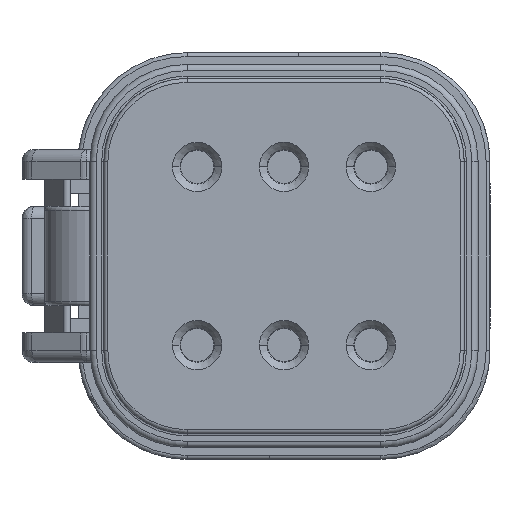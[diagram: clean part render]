
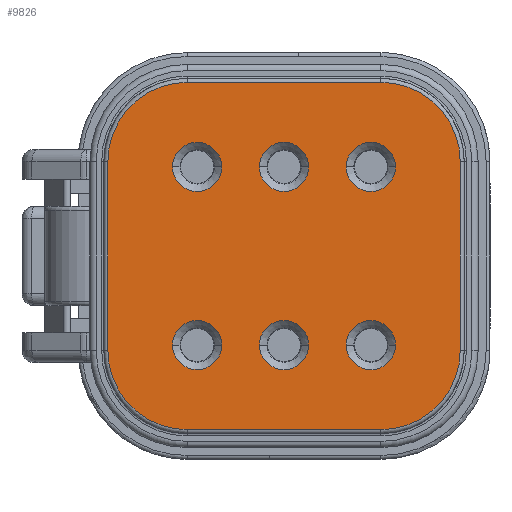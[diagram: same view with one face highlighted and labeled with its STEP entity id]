
A CAD part, left-side view. The second image highlights one B-rep face of the part: STEP entity #9826.
In plain terms, the highlighted planar face has unit normal (-1, 0, 0).
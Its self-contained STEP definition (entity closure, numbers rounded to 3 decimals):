
#549=DIRECTION('',(0.,-1.,0.));
#550=VECTOR('',#549,9.906);
#551=CARTESIAN_POINT('',(-1.268,4.955,-8.89));
#552=LINE('',#551,#550);
#557=CARTESIAN_POINT('',(-1.268,4.955,-4.826));
#558=DIRECTION('',(1.,0.,0.));
#559=DIRECTION('',(0.,0.,-1.));
#560=AXIS2_PLACEMENT_3D('',#557,#558,#559);
#562=CARTESIAN_POINT('',(-1.268,4.955,4.826));
#563=DIRECTION('',(1.,0.,0.));
#564=DIRECTION('',(0.,1.,0.));
#565=AXIS2_PLACEMENT_3D('',#562,#563,#564);
#567=CARTESIAN_POINT('',(-1.268,-4.951,4.826));
#568=DIRECTION('',(1.,0.,0.));
#569=DIRECTION('',(0.,0.,1.));
#570=AXIS2_PLACEMENT_3D('',#567,#568,#569);
#572=CARTESIAN_POINT('',(-1.268,-4.951,-4.826));
#573=DIRECTION('',(1.,0.,0.));
#574=DIRECTION('',(0.,-1.,0.));
#575=AXIS2_PLACEMENT_3D('',#572,#573,#574);
#592=DIRECTION('',(0.,0.,-1.));
#593=VECTOR('',#592,9.652);
#594=CARTESIAN_POINT('',(-1.268,9.019,4.826));
#595=LINE('',#594,#593);
#7004=DIRECTION('',(0.,1.,0.));
#7005=VECTOR('',#7004,9.906);
#7006=CARTESIAN_POINT('',(-1.268,-4.951,8.89));
#7007=LINE('',#7006,#7005);
#7027=DIRECTION('',(0.,0.,1.));
#7028=VECTOR('',#7027,9.652);
#7029=CARTESIAN_POINT('',(-1.268,-9.015,-4.826));
#7030=LINE('',#7029,#7028);
#7054=CARTESIAN_POINT('',(-1.268,4.447,4.559));
#7055=DIRECTION('',(1.,0.,0.));
#7056=DIRECTION('',(0.,1.,0.));
#7057=AXIS2_PLACEMENT_3D('',#7054,#7055,#7056);
#7068=CARTESIAN_POINT('',(-1.268,4.447,4.559));
#7069=DIRECTION('',(1.,0.,0.));
#7070=DIRECTION('',(0.,-1.,0.));
#7071=AXIS2_PLACEMENT_3D('',#7068,#7069,#7070);
#7090=CARTESIAN_POINT('',(-1.268,-4.443,4.559));
#7091=DIRECTION('',(1.,0.,0.));
#7092=DIRECTION('',(0.,1.,0.));
#7093=AXIS2_PLACEMENT_3D('',#7090,#7091,#7092);
#7104=CARTESIAN_POINT('',(-1.268,-4.443,4.559));
#7105=DIRECTION('',(1.,0.,0.));
#7106=DIRECTION('',(0.,-1.,0.));
#7107=AXIS2_PLACEMENT_3D('',#7104,#7105,#7106);
#7126=CARTESIAN_POINT('',(-1.268,0.002,4.559));
#7127=DIRECTION('',(1.,0.,0.));
#7128=DIRECTION('',(0.,1.,0.));
#7129=AXIS2_PLACEMENT_3D('',#7126,#7127,#7128);
#7140=CARTESIAN_POINT('',(-1.268,0.002,4.559));
#7141=DIRECTION('',(1.,0.,0.));
#7142=DIRECTION('',(0.,-1.,0.));
#7143=AXIS2_PLACEMENT_3D('',#7140,#7141,#7142);
#7158=CARTESIAN_POINT('',(-1.268,0.002,-4.559));
#7159=DIRECTION('',(1.,0.,0.));
#7160=DIRECTION('',(0.,-1.,0.));
#7161=AXIS2_PLACEMENT_3D('',#7158,#7159,#7160);
#7167=CARTESIAN_POINT('',(-1.268,0.002,-4.559));
#7168=DIRECTION('',(1.,0.,0.));
#7169=DIRECTION('',(0.,1.,0.));
#7170=AXIS2_PLACEMENT_3D('',#7167,#7168,#7169);
#7194=CARTESIAN_POINT('',(-1.268,-4.443,-4.559));
#7195=DIRECTION('',(1.,0.,0.));
#7196=DIRECTION('',(0.,-1.,0.));
#7197=AXIS2_PLACEMENT_3D('',#7194,#7195,#7196);
#7203=CARTESIAN_POINT('',(-1.268,-4.443,-4.559));
#7204=DIRECTION('',(1.,0.,0.));
#7205=DIRECTION('',(0.,1.,0.));
#7206=AXIS2_PLACEMENT_3D('',#7203,#7204,#7205);
#7230=CARTESIAN_POINT('',(-1.268,4.447,-4.559));
#7231=DIRECTION('',(1.,0.,0.));
#7232=DIRECTION('',(0.,-1.,0.));
#7233=AXIS2_PLACEMENT_3D('',#7230,#7231,#7232);
#7239=CARTESIAN_POINT('',(-1.268,4.447,-4.559));
#7240=DIRECTION('',(1.,0.,0.));
#7241=DIRECTION('',(0.,1.,0.));
#7242=AXIS2_PLACEMENT_3D('',#7239,#7240,#7241);
#8770=CARTESIAN_POINT('',(-1.268,-4.951,8.89));
#8771=CARTESIAN_POINT('',(-1.268,4.955,8.89));
#8772=VERTEX_POINT('',#8770);
#8773=VERTEX_POINT('',#8771);
#8774=CARTESIAN_POINT('',(-1.268,4.955,-8.89));
#8775=CARTESIAN_POINT('',(-1.268,-4.951,-8.89));
#8776=VERTEX_POINT('',#8774);
#8777=VERTEX_POINT('',#8775);
#8778=CARTESIAN_POINT('',(-1.268,9.019,-4.826));
#8779=VERTEX_POINT('',#8778);
#8780=CARTESIAN_POINT('',(-1.268,9.019,4.826));
#8781=VERTEX_POINT('',#8780);
#8782=CARTESIAN_POINT('',(-1.268,-9.015,4.826));
#8783=VERTEX_POINT('',#8782);
#8784=CARTESIAN_POINT('',(-1.268,-9.015,-4.826));
#8785=VERTEX_POINT('',#8784);
#8820=CARTESIAN_POINT('',(-1.268,-1.256,-4.559));
#8821=VERTEX_POINT('',#8820);
#8822=CARTESIAN_POINT('',(-1.268,1.259,-4.559));
#8823=VERTEX_POINT('',#8822);
#8828=CARTESIAN_POINT('',(-1.268,-5.701,-4.559));
#8829=VERTEX_POINT('',#8828);
#8830=CARTESIAN_POINT('',(-1.268,-3.186,-4.559));
#8831=VERTEX_POINT('',#8830);
#8836=CARTESIAN_POINT('',(-1.268,3.189,-4.559));
#8837=VERTEX_POINT('',#8836);
#8838=CARTESIAN_POINT('',(-1.268,5.704,-4.559));
#8839=VERTEX_POINT('',#8838);
#8842=CARTESIAN_POINT('',(-1.268,-3.186,4.559));
#8844=VERTEX_POINT('',#8842);
#8846=CARTESIAN_POINT('',(-1.268,-5.701,4.559));
#8848=VERTEX_POINT('',#8846);
#8850=CARTESIAN_POINT('',(-1.268,1.259,4.559));
#8852=VERTEX_POINT('',#8850);
#8854=CARTESIAN_POINT('',(-1.268,-1.256,4.559));
#8856=VERTEX_POINT('',#8854);
#8858=CARTESIAN_POINT('',(-1.268,5.704,4.559));
#8860=VERTEX_POINT('',#8858);
#8862=CARTESIAN_POINT('',(-1.268,3.189,4.559));
#8864=VERTEX_POINT('',#8862);
#9768=CARTESIAN_POINT('',(-1.268,-9.219,-9.093));
#9769=DIRECTION('',(-1.,0.,0.));
#9770=DIRECTION('',(0.,0.,1.));
#9771=AXIS2_PLACEMENT_3D('',#9768,#9769,#9770);
#9772=PLANE('',#9771);
#9773=ORIENTED_EDGE('',*,*,#9751,.F.);
#9775=ORIENTED_EDGE('',*,*,#9774,.T.);
#9777=ORIENTED_EDGE('',*,*,#9776,.F.);
#9779=ORIENTED_EDGE('',*,*,#9778,.T.);
#9781=ORIENTED_EDGE('',*,*,#9780,.F.);
#9783=ORIENTED_EDGE('',*,*,#9782,.T.);
#9785=ORIENTED_EDGE('',*,*,#9784,.F.);
#9787=ORIENTED_EDGE('',*,*,#9786,.T.);
#9788=EDGE_LOOP('',(#9773,#9775,#9777,#9779,#9781,#9783,#9785,#9787));
#9789=FACE_OUTER_BOUND('',#9788,.F.);
#9791=ORIENTED_EDGE('',*,*,#9790,.F.);
#9793=ORIENTED_EDGE('',*,*,#9792,.F.);
#9794=EDGE_LOOP('',(#9791,#9793));
#9795=FACE_BOUND('',#9794,.F.);
#9797=ORIENTED_EDGE('',*,*,#9796,.F.);
#9799=ORIENTED_EDGE('',*,*,#9798,.F.);
#9800=EDGE_LOOP('',(#9797,#9799));
#9801=FACE_BOUND('',#9800,.F.);
#9803=ORIENTED_EDGE('',*,*,#9802,.F.);
#9805=ORIENTED_EDGE('',*,*,#9804,.F.);
#9806=EDGE_LOOP('',(#9803,#9805));
#9807=FACE_BOUND('',#9806,.F.);
#9809=ORIENTED_EDGE('',*,*,#9808,.F.);
#9811=ORIENTED_EDGE('',*,*,#9810,.F.);
#9812=EDGE_LOOP('',(#9809,#9811));
#9813=FACE_BOUND('',#9812,.F.);
#9815=ORIENTED_EDGE('',*,*,#9814,.F.);
#9817=ORIENTED_EDGE('',*,*,#9816,.F.);
#9818=EDGE_LOOP('',(#9815,#9817));
#9819=FACE_BOUND('',#9818,.F.);
#9821=ORIENTED_EDGE('',*,*,#9820,.F.);
#9823=ORIENTED_EDGE('',*,*,#9822,.F.);
#9824=EDGE_LOOP('',(#9821,#9823));
#9825=FACE_BOUND('',#9824,.F.);
#9826=ADVANCED_FACE('',(#9789,#9795,#9801,#9807,#9813,#9819,#9825),#9772,.T.);
#561=CIRCLE('',#560,4.064);
#566=CIRCLE('',#565,4.064);
#571=CIRCLE('',#570,4.064);
#576=CIRCLE('',#575,4.064);
#7058=CIRCLE('',#7057,1.257);
#7072=CIRCLE('',#7071,1.257);
#7094=CIRCLE('',#7093,1.257);
#7108=CIRCLE('',#7107,1.257);
#7130=CIRCLE('',#7129,1.257);
#7144=CIRCLE('',#7143,1.257);
#7162=CIRCLE('',#7161,1.257);
#7171=CIRCLE('',#7170,1.257);
#7198=CIRCLE('',#7197,1.257);
#7207=CIRCLE('',#7206,1.257);
#7234=CIRCLE('',#7233,1.257);
#7243=CIRCLE('',#7242,1.257);
#9751=EDGE_CURVE('',#8776,#8777,#552,.T.);
#9774=EDGE_CURVE('',#8776,#8779,#561,.T.);
#9776=EDGE_CURVE('',#8781,#8779,#595,.T.);
#9778=EDGE_CURVE('',#8781,#8773,#566,.T.);
#9780=EDGE_CURVE('',#8772,#8773,#7007,.T.);
#9782=EDGE_CURVE('',#8772,#8783,#571,.T.);
#9784=EDGE_CURVE('',#8785,#8783,#7030,.T.);
#9786=EDGE_CURVE('',#8785,#8777,#576,.T.);
#9790=EDGE_CURVE('',#8821,#8823,#7162,.T.);
#9792=EDGE_CURVE('',#8823,#8821,#7171,.T.);
#9796=EDGE_CURVE('',#8829,#8831,#7198,.T.);
#9798=EDGE_CURVE('',#8831,#8829,#7207,.T.);
#9802=EDGE_CURVE('',#8848,#8844,#7108,.T.);
#9804=EDGE_CURVE('',#8844,#8848,#7094,.T.);
#9808=EDGE_CURVE('',#8856,#8852,#7144,.T.);
#9810=EDGE_CURVE('',#8852,#8856,#7130,.T.);
#9814=EDGE_CURVE('',#8864,#8860,#7072,.T.);
#9816=EDGE_CURVE('',#8860,#8864,#7058,.T.);
#9820=EDGE_CURVE('',#8837,#8839,#7234,.T.);
#9822=EDGE_CURVE('',#8839,#8837,#7243,.T.);
